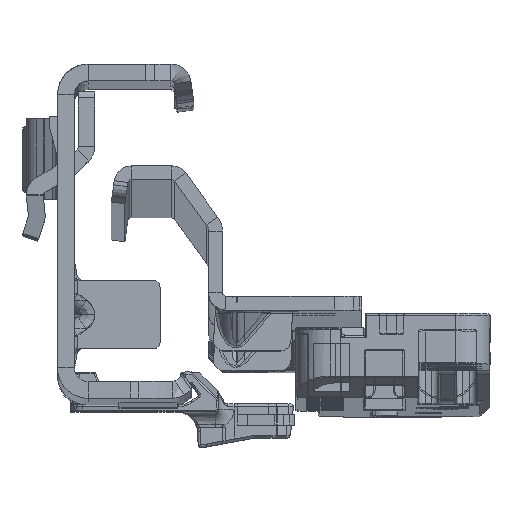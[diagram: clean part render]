
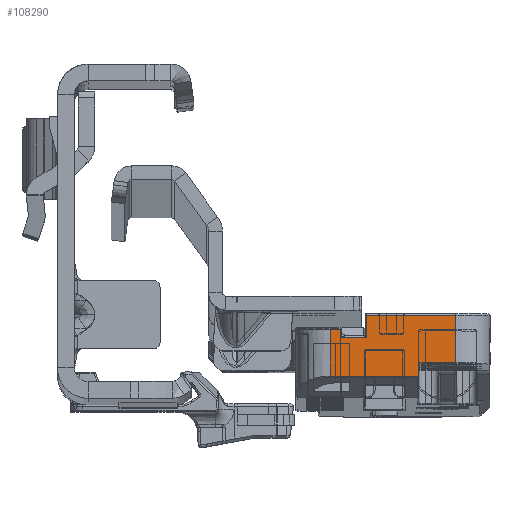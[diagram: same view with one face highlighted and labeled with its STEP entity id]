
A CAD part, top view. The second image highlights one B-rep face of the part: STEP entity #108290.
In plain terms, the highlighted face is planar.
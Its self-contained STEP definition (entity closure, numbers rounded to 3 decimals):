
#1595 = VERTEX_POINT ( 'NONE', #83133 ) ;
#3237 = CARTESIAN_POINT ( 'NONE',  ( 19.8, -1.15, -284.5 ) ) ;
#3466 = CARTESIAN_POINT ( 'NONE',  ( -8.3, 0., -284.5 ) ) ;
#3493 = AXIS2_PLACEMENT_3D ( 'NONE', #53980, #23805, #63026 ) ;
#5705 = ORIENTED_EDGE ( 'NONE', *, *, #95828, .T. ) ;
#8335 = CARTESIAN_POINT ( 'NONE',  ( -8.273, -6.785, -284.5 ) ) ;
#9044 = VECTOR ( 'NONE', #87046, 1000. ) ;
#14078 = CARTESIAN_POINT ( 'NONE',  ( 4.6, -6.785, -284.5 ) ) ;
#14422 = DIRECTION ( 'NONE',  ( 0., -1., 0. ) ) ;
#14725 = VERTEX_POINT ( 'NONE', #122213 ) ;
#15206 = ORIENTED_EDGE ( 'NONE', *, *, #89352, .T. ) ;
#16211 = EDGE_CURVE ( 'NONE', #28165, #100457, #65997, .T. ) ;
#16245 = CARTESIAN_POINT ( 'NONE',  ( -8.273, -6.785, -284.5 ) ) ;
#16471 = EDGE_CURVE ( 'NONE', #86843, #70403, #102528, .T. ) ;
#16524 =( BOUNDED_CURVE ( )  B_SPLINE_CURVE ( 3, ( #16245, #123739, #104997, #35565 ),
 .UNSPECIFIED., .F., .T. ) 
 B_SPLINE_CURVE_WITH_KNOTS ( ( 4, 4 ),
 ( 1.047, 1.571 ),
 .UNSPECIFIED. ) 
 CURVE ( )  GEOMETRIC_REPRESENTATION_ITEM ( )  RATIONAL_B_SPLINE_CURVE ( ( 1., 0.977, 0.977, 1. ) ) 
 REPRESENTATION_ITEM ( '' )  );
#17759 = DIRECTION ( 'NONE',  ( 0., 1., 0. ) ) ;
#23805 = DIRECTION ( 'NONE',  ( 0., 0., 1. ) ) ;
#24962 = ORIENTED_EDGE ( 'NONE', *, *, #108087, .T. ) ;
#26757 = ORIENTED_EDGE ( 'NONE', *, *, #85753, .F. ) ;
#28165 = VERTEX_POINT ( 'NONE', #105810 ) ;
#28482 = CARTESIAN_POINT ( 'NONE',  ( -13.7, 2.1, -284.5 ) ) ;
#28598 = VERTEX_POINT ( 'NONE', #28482 ) ;
#29105 = ORIENTED_EDGE ( 'NONE', *, *, #78769, .F. ) ;
#29975 = DIRECTION ( 'NONE',  ( 0., 0., 1. ) ) ;
#32834 = CARTESIAN_POINT ( 'NONE',  ( -8.3, -6.785, -284.5 ) ) ;
#35160 = LINE ( 'NONE', #74360, #57662 ) ;
#35565 = CARTESIAN_POINT ( 'NONE',  ( -8.3, -6.669, -284.5 ) ) ;
#35793 = VECTOR ( 'NONE', #76455, 1000. ) ;
#36696 = VERTEX_POINT ( 'NONE', #92320 ) ;
#36910 = LINE ( 'NONE', #106357, #9044 ) ;
#36997 = CIRCLE ( 'NONE', #41140, 0.2 ) ;
#41140 = AXIS2_PLACEMENT_3D ( 'NONE', #58892, #29975, #68543 ) ;
#43773 = DIRECTION ( 'NONE',  ( 1., 0., 0. ) ) ;
#43896 = CARTESIAN_POINT ( 'NONE',  ( -0.75, 2.1, -284.5 ) ) ;
#46524 = DIRECTION ( 'NONE',  ( 0., 1., 0. ) ) ;
#47275 = EDGE_CURVE ( 'NONE', #1595, #28598, #54888, .T. ) ;
#48072 = CARTESIAN_POINT ( 'NONE',  ( 3.15, 0.1, -284.5 ) ) ;
#51922 = ORIENTED_EDGE ( 'NONE', *, *, #112155, .F. ) ;
#52928 = ORIENTED_EDGE ( 'NONE', *, *, #61603, .T. ) ;
#53777 = ORIENTED_EDGE ( 'NONE', *, *, #16471, .T. ) ;
#53919 = VECTOR ( 'NONE', #76304, 1000. ) ;
#53980 = CARTESIAN_POINT ( 'NONE',  ( 19.8, 2.6, -284.5 ) ) ;
#54844 = ORIENTED_EDGE ( 'NONE', *, *, #85977, .T. ) ;
#54888 = LINE ( 'NONE', #94767, #103276 ) ;
#57662 = VECTOR ( 'NONE', #65355, 1000. ) ;
#58892 = CARTESIAN_POINT ( 'NONE',  ( -8.5, -5.2, -284.5 ) ) ;
#60486 = DIRECTION ( 'NONE',  ( -1., 0., 0. ) ) ;
#61603 = EDGE_CURVE ( 'NONE', #119898, #119332, #16524, .T. ) ;
#63026 = DIRECTION ( 'NONE',  ( 1., 0., 0. ) ) ;
#65355 = DIRECTION ( 'NONE',  ( 1., 0., 0. ) ) ;
#65997 = LINE ( 'NONE', #124607, #66442 ) ;
#66442 = VECTOR ( 'NONE', #17759, 1000. ) ;
#67432 = CARTESIAN_POINT ( 'NONE',  ( -0.7, 2.1, -284.5 ) ) ;
#68543 = DIRECTION ( 'NONE',  ( 1., 0., 0. ) ) ;
#69122 = VERTEX_POINT ( 'NONE', #104041 ) ;
#70403 = VERTEX_POINT ( 'NONE', #126620 ) ;
#72301 = DIRECTION ( 'NONE',  ( 0., -1., 0. ) ) ;
#72666 = FACE_OUTER_BOUND ( 'NONE', #91927, .T. ) ;
#74360 = CARTESIAN_POINT ( 'NONE',  ( -8.3, -5., -284.5 ) ) ;
#76304 = DIRECTION ( 'NONE',  ( 1., 0., 0. ) ) ;
#76455 = DIRECTION ( 'NONE',  ( 1., 0., 0. ) ) ;
#77504 = ORIENTED_EDGE ( 'NONE', *, *, #16211, .T. ) ;
#78769 = EDGE_CURVE ( 'NONE', #36696, #119332, #120636, .T. ) ;
#82943 = PLANE ( 'NONE',  #3493 ) ;
#83133 = CARTESIAN_POINT ( 'NONE',  ( -13.7, -5., -284.5 ) ) ;
#83944 = ORIENTED_EDGE ( 'NONE', *, *, #115844, .T. ) ;
#85753 = EDGE_CURVE ( 'NONE', #101938, #14725, #36910, .T. ) ;
#85977 = EDGE_CURVE ( 'NONE', #28598, #86843, #115732, .T. ) ;
#86843 = VERTEX_POINT ( 'NONE', #43896 ) ;
#87046 = DIRECTION ( 'NONE',  ( 0., 1., 0. ) ) ;
#87890 = VECTOR ( 'NONE', #60486, 1000. ) ;
#89352 = EDGE_CURVE ( 'NONE', #70403, #28165, #102933, .T. ) ;
#91927 = EDGE_LOOP ( 'NONE', ( #15206, #77504, #83944, #26757, #24962, #52928, #29105, #5705, #51922, #117050, #54844, #53777 ) ) ;
#92320 = CARTESIAN_POINT ( 'NONE',  ( -8.3, -5.2, -284.5 ) ) ;
#94767 = CARTESIAN_POINT ( 'NONE',  ( -13.7, 2., -284.5 ) ) ;
#95828 = EDGE_CURVE ( 'NONE', #36696, #69122, #36997, .T. ) ;
#97711 = VECTOR ( 'NONE', #43773, 1000. ) ;
#100457 = VERTEX_POINT ( 'NONE', #48072 ) ;
#101938 = VERTEX_POINT ( 'NONE', #14078 ) ;
#102528 = LINE ( 'NONE', #121929, #117909 ) ;
#102933 = LINE ( 'NONE', #3237, #97711 ) ;
#103276 = VECTOR ( 'NONE', #46524, 1000. ) ;
#104041 = CARTESIAN_POINT ( 'NONE',  ( -8.5, -5., -284.5 ) ) ;
#104997 = CARTESIAN_POINT ( 'NONE',  ( -8.3, -6.71, -284.5 ) ) ;
#105810 = CARTESIAN_POINT ( 'NONE',  ( 3.15, -1.15, -284.5 ) ) ;
#106357 = CARTESIAN_POINT ( 'NONE',  ( 4.6, -242.444, -284.5 ) ) ;
#108087 = EDGE_CURVE ( 'NONE', #101938, #119898, #119071, .T. ) ;
#108290 = ADVANCED_FACE ( 'NONE', ( #72666 ), #82943, .F. ) ;
#112155 = EDGE_CURVE ( 'NONE', #1595, #69122, #35160, .T. ) ;
#115732 = LINE ( 'NONE', #67432, #35793 ) ;
#115844 = EDGE_CURVE ( 'NONE', #100457, #14725, #126547, .T. ) ;
#117050 = ORIENTED_EDGE ( 'NONE', *, *, #47275, .T. ) ;
#117909 = VECTOR ( 'NONE', #14422, 1000. ) ;
#118791 = CARTESIAN_POINT ( 'NONE',  ( -8.3, -6.669, -284.5 ) ) ;
#119071 = LINE ( 'NONE', #32834, #87890 ) ;
#119332 = VERTEX_POINT ( 'NONE', #118791 ) ;
#119898 = VERTEX_POINT ( 'NONE', #8335 ) ;
#120636 = LINE ( 'NONE', #3466, #125901 ) ;
#121929 = CARTESIAN_POINT ( 'NONE',  ( -0.75, -0.9, -284.5 ) ) ;
#122213 = CARTESIAN_POINT ( 'NONE',  ( 4.6, 0.1, -284.5 ) ) ;
#123739 = CARTESIAN_POINT ( 'NONE',  ( -8.291, -6.749, -284.5 ) ) ;
#124607 = CARTESIAN_POINT ( 'NONE',  ( 3.15, 0.1, -284.5 ) ) ;
#125260 = CARTESIAN_POINT ( 'NONE',  ( 4.6, 0.1, -284.5 ) ) ;
#125901 = VECTOR ( 'NONE', #72301, 1000. ) ;
#126547 = LINE ( 'NONE', #125260, #53919 ) ;
#126620 = CARTESIAN_POINT ( 'NONE',  ( -0.75, -1.15, -284.5 ) ) ;
